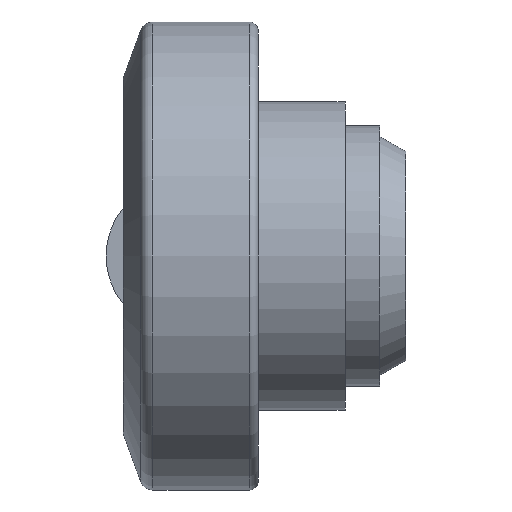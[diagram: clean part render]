
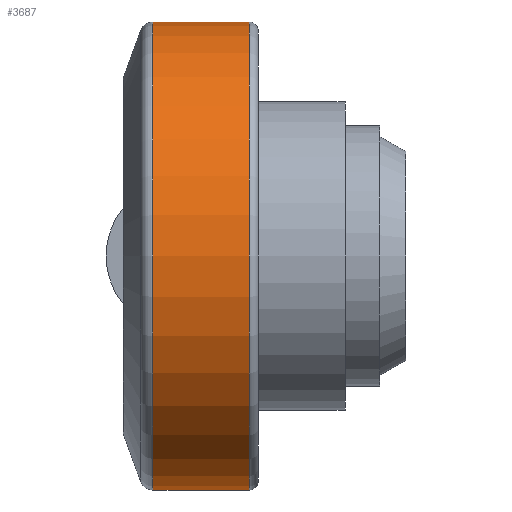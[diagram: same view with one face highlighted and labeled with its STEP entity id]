
A CAD part, front view. The second image highlights one B-rep face of the part: STEP entity #3687.
In plain terms, the highlighted cylindrical face has radius 53.85 mm (diameter 107.7 mm), a partial arc.
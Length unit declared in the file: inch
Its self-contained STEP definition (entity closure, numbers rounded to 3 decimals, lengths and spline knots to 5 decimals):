
#88 = CIRCLE ( 'NONE', #2281, 2.12008 ) ;
#177 = ORIENTED_EDGE ( 'NONE', *, *, #846, .F. ) ;
#408 = CARTESIAN_POINT ( 'NONE',  ( 2.71618, 0., 0. ) ) ;
#452 = ORIENTED_EDGE ( 'NONE', *, *, #1386, .T. ) ;
#684 = DIRECTION ( 'NONE',  ( 0., 0., 1. ) ) ;
#712 = ORIENTED_EDGE ( 'NONE', *, *, #2778, .F. ) ;
#789 = CYLINDRICAL_SURFACE ( 'NONE', #2734, 2.12008 ) ;
#846 = EDGE_CURVE ( 'NONE', #1311, #3504, #3835, .T. ) ;
#948 = CARTESIAN_POINT ( 'NONE',  ( 1.29886, 0., 0. ) ) ;
#1041 = FACE_OUTER_BOUND ( 'NONE', #2853, .T. ) ;
#1122 = EDGE_CURVE ( 'NONE', #1693, #3850, #88, .T. ) ;
#1265 = CARTESIAN_POINT ( 'NONE',  ( 2.71618, 0., -2.12008 ) ) ;
#1311 = VERTEX_POINT ( 'NONE', #1706 ) ;
#1386 = EDGE_CURVE ( 'NONE', #3850, #3504, #2706, .T. ) ;
#1396 = DIRECTION ( 'NONE',  ( 0., 0., 1. ) ) ;
#1651 = CARTESIAN_POINT ( 'NONE',  ( 2.71618, 0., 2.12008 ) ) ;
#1693 = VERTEX_POINT ( 'NONE', #3185 ) ;
#1706 = CARTESIAN_POINT ( 'NONE',  ( 1.29886, 0., 2.12008 ) ) ;
#1953 = DIRECTION ( 'NONE',  ( 1., 0., 0. ) ) ;
#2188 = DIRECTION ( 'NONE',  ( 1., 0., 0. ) ) ;
#2281 = AXIS2_PLACEMENT_3D ( 'NONE', #2677, #2638, #3501 ) ;
#2497 = DIRECTION ( 'NONE',  ( 1., 0., 0. ) ) ;
#2638 = DIRECTION ( 'NONE',  ( 1., 0., 0. ) ) ;
#2677 = CARTESIAN_POINT ( 'NONE',  ( 0.42396, 0., 0. ) ) ;
#2706 = LINE ( 'NONE', #1265, #3837 ) ;
#2734 = AXIS2_PLACEMENT_3D ( 'NONE', #408, #2497, #1396 ) ;
#2778 = EDGE_CURVE ( 'NONE', #1693, #1311, #2813, .T. ) ;
#2813 = LINE ( 'NONE', #1651, #3860 ) ;
#2851 = ORIENTED_EDGE ( 'NONE', *, *, #1122, .T. ) ;
#2853 = EDGE_LOOP ( 'NONE', ( #2851, #452, #177, #712 ) ) ;
#2927 = CARTESIAN_POINT ( 'NONE',  ( 0.42396, 0., -2.12008 ) ) ;
#2932 = CARTESIAN_POINT ( 'NONE',  ( 1.29886, 0., -2.12008 ) ) ;
#3185 = CARTESIAN_POINT ( 'NONE',  ( 0.42396, 0., 2.12008 ) ) ;
#3501 = DIRECTION ( 'NONE',  ( 0., 0., 1. ) ) ;
#3504 = VERTEX_POINT ( 'NONE', #2932 ) ;
#3582 = AXIS2_PLACEMENT_3D ( 'NONE', #948, #2188, #684 ) ;
#3647 = DIRECTION ( 'NONE',  ( 1., 0., 0. ) ) ;
#3687 = ADVANCED_FACE ( 'NONE', ( #1041 ), #789, .T. ) ;
#3835 = CIRCLE ( 'NONE', #3582, 2.12008 ) ;
#3837 = VECTOR ( 'NONE', #3647, 39.37008 ) ;
#3850 = VERTEX_POINT ( 'NONE', #2927 ) ;
#3860 = VECTOR ( 'NONE', #1953, 39.37008 ) ;
